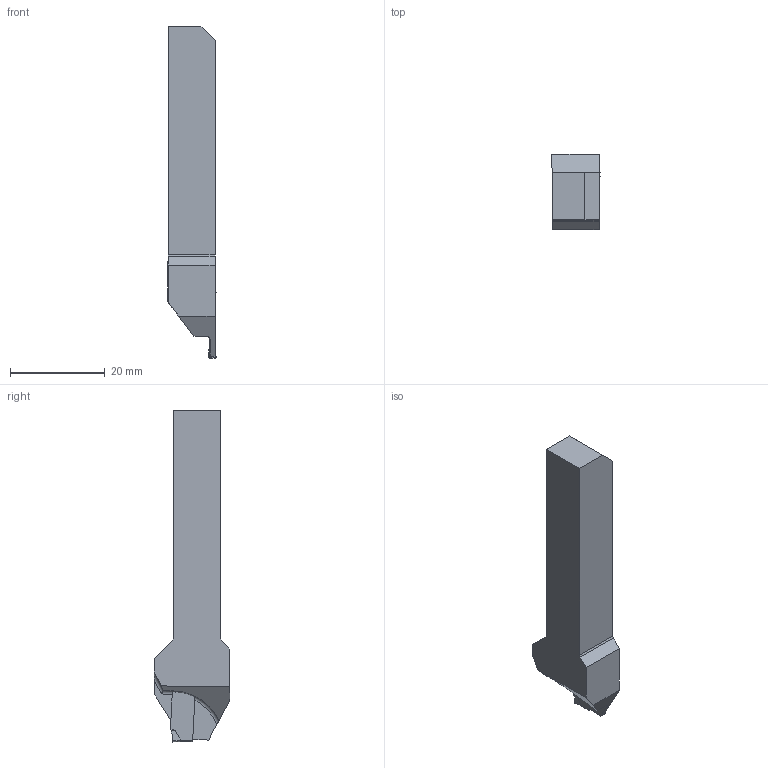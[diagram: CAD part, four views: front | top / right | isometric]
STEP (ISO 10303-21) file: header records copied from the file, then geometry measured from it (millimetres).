
FILE_DESCRIPTION(/* description */ (''),/* implementation_level */ '2;1');
FILE_NAME(/* name */ '1554966841859.stp',/* time_stamp */ '2019-04-11T12:44:16+05:00',/* author */ (''),/* organization */ ('SMS'),/* preprocessor_version */ 'ST-DEVELOPER v15',/* originating_system */ 'SIEMENS PLM Software NX 8.5',/* authorisation */ '');
FILE_SCHEMA (('AUTOMOTIVE_DESIGN { 1 0 10303 214 3 1 1 1 }'));
Length unit declared in the file: millimetre
Products named in the file (4): ASSEMBLY_CONSTRUCTION; 201539459mod000_00; 201736260mod000_00; 201736257mod000_00
Assembly tree (3 placements, depth 2):
  201736257mod000_00
    201736260mod000_00
    201539459mod000_00
    ASSEMBLY_CONSTRUCTION
Bounding box: 10.14 x 15.93 x 70 mm (x, y, z)
Volume: 6593 mm3; surface area: 3068.7 mm2
Topology: 2 solids, 2 shells, 94 faces, 264 edges, 181 vertices
Faces by surface type: plane 57, extrusion 24, cylinder 12, torus 1
Entity records: 3808 total; most frequent: CARTESIAN_POINT 1326, ORIENTED_EDGE 526, DIRECTION 401, EDGE_CURVE 263, VECTOR 211, LINE 187, VERTEX_POINT 173, AXIS2_PLACEMENT_3D 95
